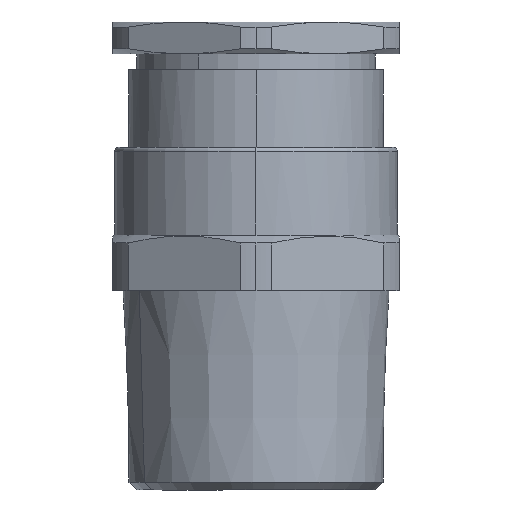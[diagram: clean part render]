
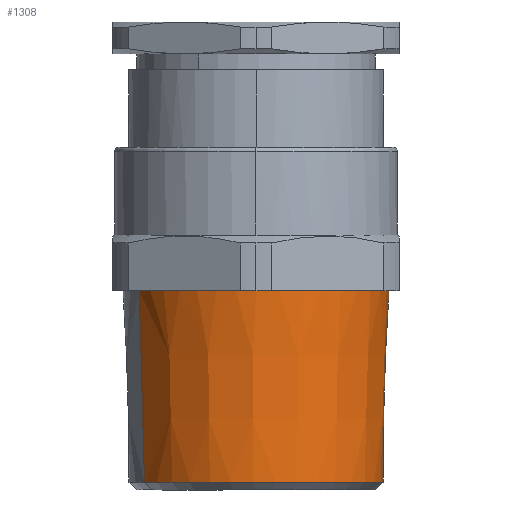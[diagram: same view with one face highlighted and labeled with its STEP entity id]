
A CAD part, front view. The second image highlights one B-rep face of the part: STEP entity #1308.
In plain terms, the highlighted conical face has half-angle 1.78 degrees and reference radius 15.923 mm.
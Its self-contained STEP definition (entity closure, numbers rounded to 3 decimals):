
#1160=AXIS2_PLACEMENT_3D('Circle Axis2P3D',#1158,#1159,$) ;
#1183=AXIS2_PLACEMENT_3D('Circle Axis2P3D',#1181,#1182,$) ;
#1267=AXIS2_PLACEMENT_3D('Cone Axis2P3D',#1264,#1265,#1266) ;
#1298=AXIS2_PLACEMENT_3D('Circle Axis2P3D',#1296,#1297,$) ;
#1158=CARTESIAN_POINT('Axis2P3D Location',(18.,19.75,25.)) ;
#1162=CARTESIAN_POINT('Vertex',(32.656,27.756,25.)) ;
#1164=CARTESIAN_POINT('Vertex',(18.,3.05,25.)) ;
#1178=CARTESIAN_POINT('Vertex',(3.344,11.744,25.)) ;
#1181=CARTESIAN_POINT('Axis2P3D Location',(18.,19.75,25.)) ;
#1264=CARTESIAN_POINT('Axis2P3D Location',(18.,19.75,0.)) ;
#1269=CARTESIAN_POINT('Line Origine',(3.685,11.93,12.5)) ;
#1273=CARTESIAN_POINT('Vertex',(3.999,12.101,1.)) ;
#1276=CARTESIAN_POINT('Line Origine',(32.315,27.57,12.5)) ;
#1280=CARTESIAN_POINT('Vertex',(32.001,27.399,1.)) ;
#1296=CARTESIAN_POINT('Axis2P3D Location',(18.,19.75,1.)) ;
#1159=DIRECTION('Axis2P3D Direction',(0.,0.,-1.)) ;
#1182=DIRECTION('Axis2P3D Direction',(0.,0.,-1.)) ;
#1265=DIRECTION('Axis2P3D Direction',(0.,0.,1.)) ;
#1266=DIRECTION('Axis2P3D XDirection',(-0.878,-0.479,0.)) ;
#1270=DIRECTION('Vector Direction',(-0.027,-0.015,1.)) ;
#1277=DIRECTION('Vector Direction',(0.027,0.015,1.)) ;
#1297=DIRECTION('Axis2P3D Direction',(0.,0.,1.)) ;
#1271=VECTOR('Line Direction',#1270,1.) ;
#1278=VECTOR('Line Direction',#1277,1.) ;
#1302=ORIENTED_EDGE('',*,*,#1282,.T.) ;
#1303=ORIENTED_EDGE('',*,*,#1166,.T.) ;
#1304=ORIENTED_EDGE('',*,*,#1185,.T.) ;
#1305=ORIENTED_EDGE('',*,*,#1275,.F.) ;
#1306=ORIENTED_EDGE('',*,*,#1300,.T.) ;
#1308=ADVANCED_FACE('Part2.2\\Koerper.2',(#1307),#1268,.T.) ;
#1161=CIRCLE('generated circle',#1160,16.7) ;
#1184=CIRCLE('generated circle',#1183,16.7) ;
#1299=CIRCLE('generated circle',#1298,15.954) ;
#1268=CONICAL_SURFACE('Cone',#1267,15.923,0.031) ;
#1166=EDGE_CURVE('',#1163,#1165,#1161,.T.) ;
#1185=EDGE_CURVE('',#1165,#1179,#1184,.T.) ;
#1275=EDGE_CURVE('',#1274,#1179,#1272,.T.) ;
#1282=EDGE_CURVE('',#1281,#1163,#1279,.T.) ;
#1300=EDGE_CURVE('',#1274,#1281,#1299,.T.) ;
#1301=EDGE_LOOP('',(#1302,#1303,#1304,#1305,#1306)) ;
#1307=FACE_OUTER_BOUND('',#1301,.T.) ;
#1272=LINE('Line',#1269,#1271) ;
#1279=LINE('Line',#1276,#1278) ;
#1163=VERTEX_POINT('',#1162) ;
#1165=VERTEX_POINT('',#1164) ;
#1179=VERTEX_POINT('',#1178) ;
#1274=VERTEX_POINT('',#1273) ;
#1281=VERTEX_POINT('',#1280) ;
